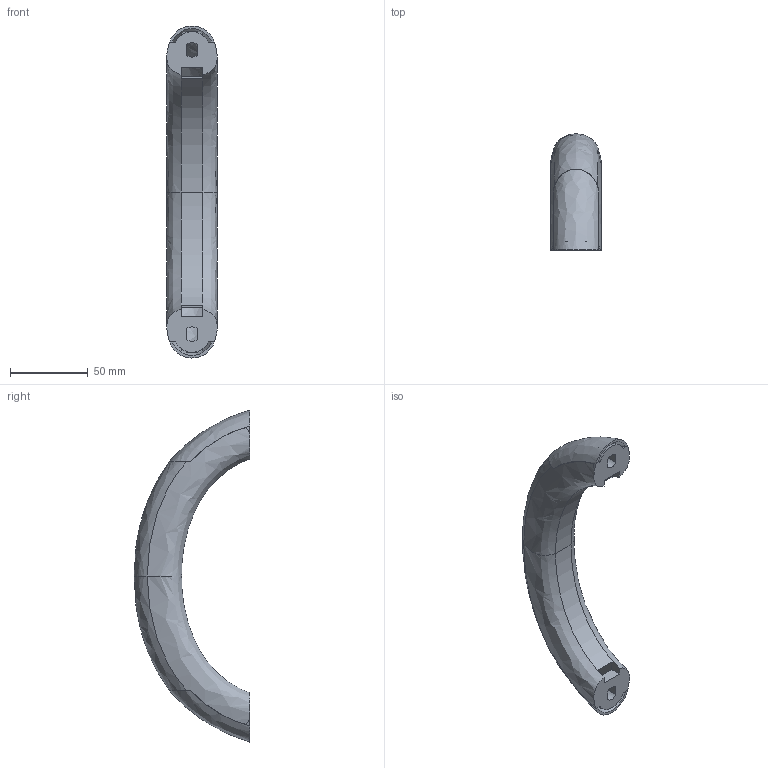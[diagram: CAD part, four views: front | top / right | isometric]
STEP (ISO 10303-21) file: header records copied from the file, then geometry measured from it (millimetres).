
FILE_DESCRIPTION (( 'STEP AP203' ), '1' );
FILE_NAME ('AL-6000.STEP', '2025-05-07T11:03:41', ( '' ), ( '' ), 'SwSTEP 2.0', 'SolidWorks 2021', '' );
FILE_SCHEMA (( 'CONFIG_CONTROL_DESIGN' ));
Length unit declared in the file: millimetre
Products named in the file (4): AL-6000; AL-6000(2)^栖闉罻1_1; ������_�� 㬮�砭��_��� ��ࠡ�⠭��__1; ______1^AL-6000(2)_栖闉罻1_1
Assembly tree (5 placements, depth 3):
  AL-6000
    AL-6000(2)^栖闉罻1_1
      ______1^AL-6000(2)_栖闉罻1_1  x2
    ������_�� 㬮�砭��_��� ��ࠡ�⠭��__1  x2
Bounding box: 32.46 x 74.64 x 213.67 mm (x, y, z)
Volume: 156567.9 mm3; surface area: 37045.1 mm2
Topology: 4 solids, 4 shells, 104 faces, 292 edges, 192 vertices
Faces by surface type: plane 58, bspline 38, cylinder 8
Entity records: 3489 total; most frequent: CARTESIAN_POINT 1867, ORIENTED_EDGE 292, DIRECTION 164, EDGE_CURVE 146, VERTEX_POINT 96, VECTOR 68, LINE 68, B_SPLINE_CURVE_WITH_KNOTS 67
